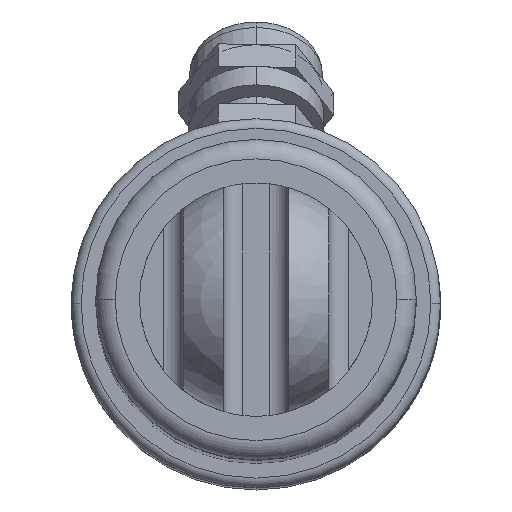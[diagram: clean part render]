
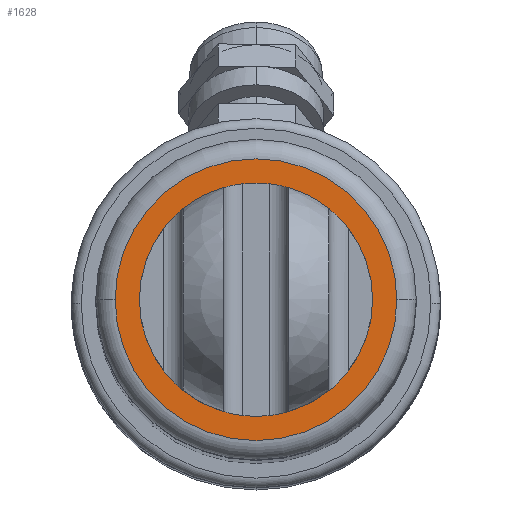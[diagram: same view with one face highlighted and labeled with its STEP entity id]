
A CAD part, top view. The second image highlights one B-rep face of the part: STEP entity #1628.
In plain terms, the highlighted planar face has unit normal (0, 0, 1).
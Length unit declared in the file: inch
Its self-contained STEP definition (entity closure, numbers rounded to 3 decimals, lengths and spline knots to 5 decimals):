
#66 = CARTESIAN_POINT ( 'NONE',  ( 0.57087, 0., 12.55016 ) ) ;
#320 = CARTESIAN_POINT ( 'NONE',  ( 0., 0., 12.55016 ) ) ;
#334 = ORIENTED_EDGE ( 'NONE', *, *, #1166, .F. ) ;
#377 = DIRECTION ( 'NONE',  ( 1., 0., 0. ) ) ;
#475 = ORIENTED_EDGE ( 'NONE', *, *, #939, .F. ) ;
#516 = DIRECTION ( 'NONE',  ( 0., 0., 1. ) ) ;
#517 = CARTESIAN_POINT ( 'NONE',  ( 0.47244, 0., 12.55016 ) ) ;
#642 = AXIS2_PLACEMENT_3D ( 'NONE', #320, #1567, #1375 ) ;
#778 = CARTESIAN_POINT ( 'NONE',  ( 0., 0., 12.55016 ) ) ;
#918 = CIRCLE ( 'NONE', #2532, 0.57087 ) ;
#939 = EDGE_CURVE ( 'NONE', #1995, #1057, #2687, .T. ) ;
#1057 = VERTEX_POINT ( 'NONE', #2313 ) ;
#1126 = ORIENTED_EDGE ( 'NONE', *, *, #1303, .T. ) ;
#1163 = AXIS2_PLACEMENT_3D ( 'NONE', #1630, #1845, #377 ) ;
#1166 = EDGE_CURVE ( 'NONE', #1057, #1995, #1265, .T. ) ;
#1265 = CIRCLE ( 'NONE', #1297, 0.47244 ) ;
#1297 = AXIS2_PLACEMENT_3D ( 'NONE', #1787, #516, #2627 ) ;
#1303 = EDGE_CURVE ( 'NONE', #1901, #1404, #918, .T. ) ;
#1336 = DIRECTION ( 'NONE',  ( 1., 0., 0. ) ) ;
#1350 = PLANE ( 'NONE',  #642 ) ;
#1359 = CARTESIAN_POINT ( 'NONE',  ( 0., 0., 12.55016 ) ) ;
#1375 = DIRECTION ( 'NONE',  ( 1., 0., 0. ) ) ;
#1404 = VERTEX_POINT ( 'NONE', #2103 ) ;
#1406 = DIRECTION ( 'NONE',  ( 0., 0., 1. ) ) ;
#1567 = DIRECTION ( 'NONE',  ( 0., 0., 1. ) ) ;
#1628 = ADVANCED_FACE ( 'NONE', ( #1640, #2386 ), #1350, .T. ) ;
#1630 = CARTESIAN_POINT ( 'NONE',  ( 0., 0., 12.55016 ) ) ;
#1640 = FACE_OUTER_BOUND ( 'NONE', #2555, .T. ) ;
#1771 = AXIS2_PLACEMENT_3D ( 'NONE', #1359, #2201, #1336 ) ;
#1787 = CARTESIAN_POINT ( 'NONE',  ( 0., 0., 12.55016 ) ) ;
#1845 = DIRECTION ( 'NONE',  ( 0., 0., 1. ) ) ;
#1901 = VERTEX_POINT ( 'NONE', #66 ) ;
#1995 = VERTEX_POINT ( 'NONE', #517 ) ;
#2066 = DIRECTION ( 'NONE',  ( 1., 0., 0. ) ) ;
#2103 = CARTESIAN_POINT ( 'NONE',  ( -0.57087, 0., 12.55016 ) ) ;
#2201 = DIRECTION ( 'NONE',  ( 0., 0., 1. ) ) ;
#2215 = CIRCLE ( 'NONE', #1771, 0.57087 ) ;
#2313 = CARTESIAN_POINT ( 'NONE',  ( -0.47244, 0., 12.55016 ) ) ;
#2386 = FACE_BOUND ( 'NONE', #2435, .T. ) ;
#2435 = EDGE_LOOP ( 'NONE', ( #475, #334 ) ) ;
#2532 = AXIS2_PLACEMENT_3D ( 'NONE', #778, #1406, #2066 ) ;
#2555 = EDGE_LOOP ( 'NONE', ( #1126, #2642 ) ) ;
#2627 = DIRECTION ( 'NONE',  ( 1., 0., 0. ) ) ;
#2642 = ORIENTED_EDGE ( 'NONE', *, *, #2690, .T. ) ;
#2687 = CIRCLE ( 'NONE', #1163, 0.47244 ) ;
#2690 = EDGE_CURVE ( 'NONE', #1404, #1901, #2215, .T. ) ;
